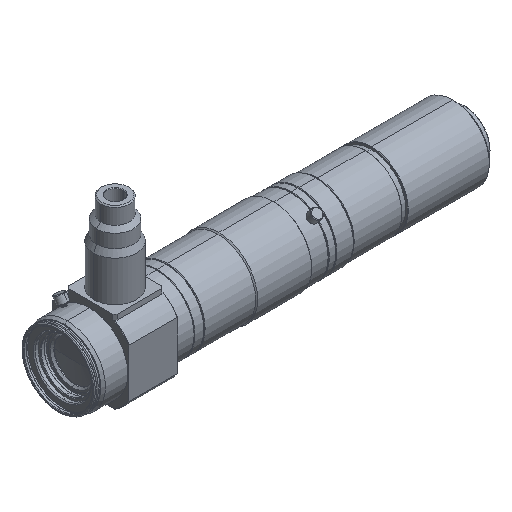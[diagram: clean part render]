
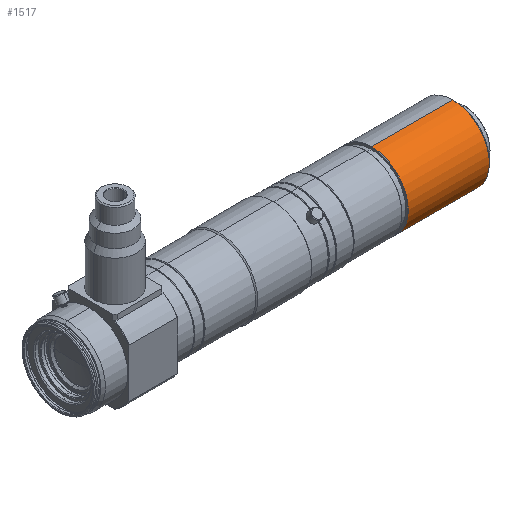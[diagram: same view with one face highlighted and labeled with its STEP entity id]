
A CAD part, isometric view. The second image highlights one B-rep face of the part: STEP entity #1517.
In plain terms, the highlighted cylindrical face has radius 18 mm (diameter 36 mm), a partial arc.
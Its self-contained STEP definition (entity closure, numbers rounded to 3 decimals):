
#35 = VERTEX_POINT ( 'NONE', #1274 ) ;
#40 = VERTEX_POINT ( 'NONE', #1278 ) ;
#65 = VERTEX_POINT ( 'NONE', #1283 ) ;
#70 = VERTEX_POINT ( 'NONE', #1236 ) ;
#1236 = CARTESIAN_POINT ( 'NONE',  ( -59.326, 0., -18. ) ) ;
#1274 = CARTESIAN_POINT ( 'NONE',  ( -19.526, 0., 18. ) ) ;
#1278 = CARTESIAN_POINT ( 'NONE',  ( -19.526, 0., -18. ) ) ;
#1283 = CARTESIAN_POINT ( 'NONE',  ( -59.326, 0., 18. ) ) ;
#1517 = ADVANCED_FACE ( 'NONE', ( #5791 ), #5795, .T. ) ;
#1939 = EDGE_CURVE ( 'NONE', #35, #40, #6701, .T. ) ;
#1940 = EDGE_CURVE ( 'NONE', #65, #70, #6702, .T. ) ;
#2020 = CARTESIAN_POINT ( 'NONE',  ( -19.526, 0., 0. ) ) ;
#2021 = DIRECTION ( 'NONE',  ( 1., 0., 0. ) ) ;
#2022 = DIRECTION ( 'NONE',  ( 0., 0., -1. ) ) ;
#2023 = CARTESIAN_POINT ( 'NONE',  ( -59.326, 0., 0. ) ) ;
#2024 = DIRECTION ( 'NONE',  ( 1., 0., 0. ) ) ;
#2025 = DIRECTION ( 'NONE',  ( 0., 0., -1. ) ) ;
#2223 = CARTESIAN_POINT ( 'NONE',  ( 0., 0., 18. ) ) ;
#2224 = DIRECTION ( 'NONE',  ( 1., 0., 0. ) ) ;
#2626 = CARTESIAN_POINT ( 'NONE',  ( 0., 0., -18. ) ) ;
#2627 = DIRECTION ( 'NONE',  ( 1., 0., 0. ) ) ;
#3289 = DIRECTION ( 'NONE',  ( 0., 0., -1. ) ) ;
#3290 = CARTESIAN_POINT ( 'NONE',  ( 0., 0., 0. ) ) ;
#3294 = DIRECTION ( 'NONE',  ( 1., 0., 0. ) ) ;
#3382 = EDGE_CURVE ( 'NONE', #65, #35, #6811, .T. ) ;
#3526 = EDGE_CURVE ( 'NONE', #70, #40, #7033, .T. ) ;
#4224 = EDGE_LOOP ( 'NONE', ( #4982, #4983, #4984, #4985 ) ) ;
#4670 = AXIS2_PLACEMENT_3D ( 'NONE', #3290, #3294, #3289 ) ;
#4982 = ORIENTED_EDGE ( 'NONE', *, *, #3382, .F. ) ;
#4983 = ORIENTED_EDGE ( 'NONE', *, *, #1940, .T. ) ;
#4984 = ORIENTED_EDGE ( 'NONE', *, *, #3526, .T. ) ;
#4985 = ORIENTED_EDGE ( 'NONE', *, *, #1939, .F. ) ;
#5791 = FACE_OUTER_BOUND ( 'NONE', #4224, .T. ) ;
#5795 = CYLINDRICAL_SURFACE ( 'NONE', #4670, 18. ) ;
#6701 = CIRCLE ( 'NONE', #7236, 18. ) ;
#6702 = CIRCLE ( 'NONE', #7237, 18. ) ;
#6811 = LINE ( 'NONE', #2223, #6813 ) ;
#6813 = VECTOR ( 'NONE', #2224, 1000. ) ;
#7033 = LINE ( 'NONE', #2626, #7036 ) ;
#7036 = VECTOR ( 'NONE', #2627, 1000. ) ;
#7236 = AXIS2_PLACEMENT_3D ( 'NONE', #2020, #2021, #2022 ) ;
#7237 = AXIS2_PLACEMENT_3D ( 'NONE', #2023, #2024, #2025 ) ;
